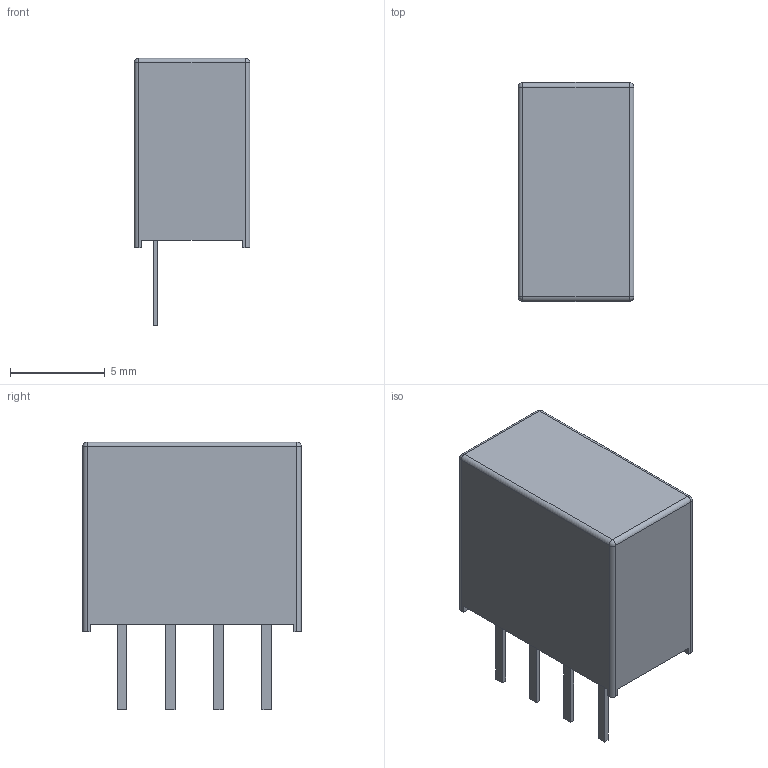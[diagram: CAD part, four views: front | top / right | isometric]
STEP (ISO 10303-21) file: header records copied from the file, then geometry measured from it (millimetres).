
FILE_DESCRIPTION(/* description */ ('model of Converter_DCDC_Murata_MEE1SxxxxSC_THT'),/* implementation_level */ '2;1');
FILE_NAME(/* name */ 'Converter_DCDC_Murata_MEE1SxxxxSC_THT.step',/* time_stamp */ '2020-05-10T14:48:53',/* author */ ('kicad StepUp','ksu'),/* organization */ ('FreeCAD'),/* preprocessor_version */ 'OCC',/* originating_system */ 'kicad StepUp',/* authorisation */ '');
FILE_SCHEMA(('AUTOMOTIVE_DESIGN { 1 0 10303 214 1 1 1 1 }'));
Length unit declared in the file: millimetre
Products named in the file (1): Converter_DCDC_Murata_MEE1SxxxxSC_THT
Bounding box: 6.1 x 11.53 x 14.1 mm (x, y, z)
Volume: 676.7 mm3; surface area: 500.6 mm2
Topology: 1 solids, 1 shells, 50 faces, 124 edges, 76 vertices
Faces by surface type: plane 38, cylinder 8, sphere 4
Entity records: 1657 total; most frequent: CARTESIAN_POINT 247, ORIENTED_EDGE 240, DIRECTION 238, EDGE_CURVE 120, LINE 104, VECTOR 104, VERTEX_POINT 76, AXIS2_PLACEMENT_3D 67
